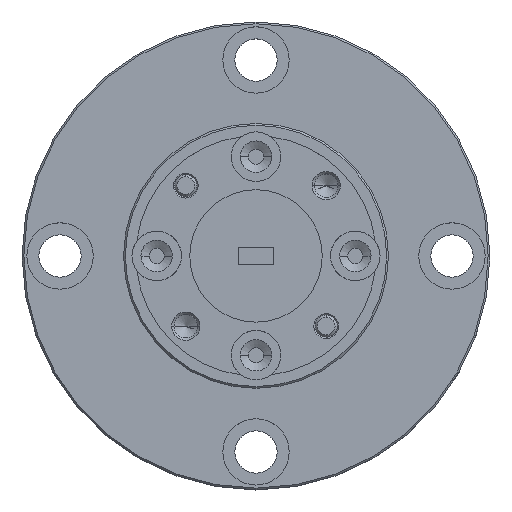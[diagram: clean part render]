
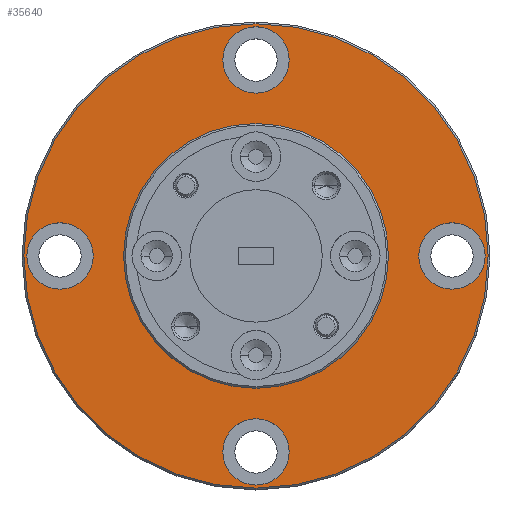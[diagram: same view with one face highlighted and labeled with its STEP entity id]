
A CAD part, top view. The second image highlights one B-rep face of the part: STEP entity #35640.
In plain terms, the highlighted planar face has unit normal (0, 0, 1).
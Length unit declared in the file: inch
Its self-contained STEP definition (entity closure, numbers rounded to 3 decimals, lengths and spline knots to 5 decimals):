
#465 = CARTESIAN_POINT ( 'NONE',  ( 0.5748, -0.0869, 1.09871 ) ) ;
#758 = VERTEX_POINT ( 'NONE', #13546 ) ;
#1649 = AXIS2_PLACEMENT_3D ( 'NONE', #8251, #36617, #36407 ) ;
#2047 = CARTESIAN_POINT ( 'NONE',  ( 1.2238, 0.4681, 1.09871 ) ) ;
#2084 = FACE_BOUND ( 'NONE', #3941, .T. ) ;
#3310 = CIRCLE ( 'NONE', #26759, 0.094 ) ;
#3407 = VERTEX_POINT ( 'NONE', #11950 ) ;
#3876 = VERTEX_POINT ( 'NONE', #2047 ) ;
#3941 = EDGE_LOOP ( 'NONE', ( #28948, #24831 ) ) ;
#4152 = CARTESIAN_POINT ( 'NONE',  ( -0.0742, 0.4681, 1.09871 ) ) ;
#4578 = DIRECTION ( 'NONE',  ( 1., 0., 0. ) ) ;
#4587 = CARTESIAN_POINT ( 'NONE',  ( 0.5748, 1.0231, 1.09871 ) ) ;
#4646 = EDGE_CURVE ( 'NONE', #28233, #23938, #28403, .T. ) ;
#4880 = ORIENTED_EDGE ( 'NONE', *, *, #32327, .F. ) ;
#4899 = DIRECTION ( 'NONE',  ( 1., 0., 0. ) ) ;
#4991 = VERTEX_POINT ( 'NONE', #35984 ) ;
#5001 = AXIS2_PLACEMENT_3D ( 'NONE', #23968, #24174, #39849 ) ;
#5609 = EDGE_LOOP ( 'NONE', ( #25700, #14671 ) ) ;
#5701 = DIRECTION ( 'NONE',  ( 1., 0., 0. ) ) ;
#5919 = EDGE_CURVE ( 'NONE', #3876, #23276, #33697, .T. ) ;
#6051 = EDGE_CURVE ( 'NONE', #23276, #3876, #36332, .T. ) ;
#6545 = ORIENTED_EDGE ( 'NONE', *, *, #13501, .F. ) ;
#6617 = EDGE_LOOP ( 'NONE', ( #39132, #18705 ) ) ;
#6717 = VERTEX_POINT ( 'NONE', #22959 ) ;
#7423 = EDGE_CURVE ( 'NONE', #23938, #28233, #25932, .T. ) ;
#7705 = EDGE_CURVE ( 'NONE', #38034, #17029, #33754, .T. ) ;
#7771 = DIRECTION ( 'NONE',  ( 0., 0., 1. ) ) ;
#8000 = FACE_OUTER_BOUND ( 'NONE', #29525, .T. ) ;
#8082 = DIRECTION ( 'NONE',  ( 0., 0., -1. ) ) ;
#8251 = CARTESIAN_POINT ( 'NONE',  ( 0.0198, 0.4681, 1.09871 ) ) ;
#9931 = CARTESIAN_POINT ( 'NONE',  ( 1.0358, 0.4681, 1.09871 ) ) ;
#10162 = ORIENTED_EDGE ( 'NONE', *, *, #11196, .F. ) ;
#10575 = CARTESIAN_POINT ( 'NONE',  ( 0.0198, 0.4681, 1.09871 ) ) ;
#10742 = DIRECTION ( 'NONE',  ( 0., 0., 1. ) ) ;
#10827 = AXIS2_PLACEMENT_3D ( 'NONE', #4587, #10742, #22395 ) ;
#11187 = DIRECTION ( 'NONE',  ( 1., 0., 0. ) ) ;
#11196 = EDGE_CURVE ( 'NONE', #17029, #38034, #3310, .T. ) ;
#11286 = FACE_BOUND ( 'NONE', #5609, .T. ) ;
#11501 = FACE_BOUND ( 'NONE', #6617, .T. ) ;
#11950 = CARTESIAN_POINT ( 'NONE',  ( 1.2323, 0.4681, 1.09871 ) ) ;
#12643 = DIRECTION ( 'NONE',  ( 0., 0., 1. ) ) ;
#12658 = CARTESIAN_POINT ( 'NONE',  ( 0.5748, 0.4681, 1.09871 ) ) ;
#13115 = CIRCLE ( 'NONE', #23557, 0.6575 ) ;
#13501 = EDGE_CURVE ( 'NONE', #16344, #4991, #26349, .T. ) ;
#13546 = CARTESIAN_POINT ( 'NONE',  ( 0.9498, 0.4681, 1.09871 ) ) ;
#13800 = DIRECTION ( 'NONE',  ( 0., 0., 1. ) ) ;
#14285 = CARTESIAN_POINT ( 'NONE',  ( 1.1298, 0.4681, 1.09871 ) ) ;
#14617 = CARTESIAN_POINT ( 'NONE',  ( 0.5748, 0.4681, 1.09871 ) ) ;
#14671 = ORIENTED_EDGE ( 'NONE', *, *, #6051, .F. ) ;
#15600 = EDGE_LOOP ( 'NONE', ( #4880, #6545 ) ) ;
#15709 = CARTESIAN_POINT ( 'NONE',  ( 1.1298, 0.4681, 1.09871 ) ) ;
#16088 = CARTESIAN_POINT ( 'NONE',  ( 0.4808, -0.0869, 1.09871 ) ) ;
#16108 = EDGE_CURVE ( 'NONE', #758, #6717, #29729, .T. ) ;
#16116 = AXIS2_PLACEMENT_3D ( 'NONE', #14285, #7771, #39181 ) ;
#16344 = VERTEX_POINT ( 'NONE', #4152 ) ;
#16838 = AXIS2_PLACEMENT_3D ( 'NONE', #35626, #26018, #4578 ) ;
#17029 = VERTEX_POINT ( 'NONE', #26805 ) ;
#17471 = DIRECTION ( 'NONE',  ( -1., 0., 0. ) ) ;
#17902 = AXIS2_PLACEMENT_3D ( 'NONE', #10575, #13800, #11187 ) ;
#18224 = DIRECTION ( 'NONE',  ( 1., 0., 0. ) ) ;
#18705 = ORIENTED_EDGE ( 'NONE', *, *, #16108, .T. ) ;
#19455 = AXIS2_PLACEMENT_3D ( 'NONE', #465, #40243, #34138 ) ;
#19678 = CARTESIAN_POINT ( 'NONE',  ( 0.4808, 1.0231, 1.09871 ) ) ;
#20681 = AXIS2_PLACEMENT_3D ( 'NONE', #14617, #8082, #17471 ) ;
#20683 = DIRECTION ( 'NONE',  ( 0., 0., 1. ) ) ;
#21086 = FACE_BOUND ( 'NONE', #39238, .T. ) ;
#21316 = EDGE_CURVE ( 'NONE', #3407, #25284, #13115, .T. ) ;
#22359 = AXIS2_PLACEMENT_3D ( 'NONE', #12658, #28963, #37545 ) ;
#22395 = DIRECTION ( 'NONE',  ( 1., 0., 0. ) ) ;
#22959 = CARTESIAN_POINT ( 'NONE',  ( 0.1998, 0.4681, 1.09871 ) ) ;
#23276 = VERTEX_POINT ( 'NONE', #9931 ) ;
#23557 = AXIS2_PLACEMENT_3D ( 'NONE', #25059, #23923, #32857 ) ;
#23923 = DIRECTION ( 'NONE',  ( 0., 0., 1. ) ) ;
#23938 = VERTEX_POINT ( 'NONE', #25226 ) ;
#23968 = CARTESIAN_POINT ( 'NONE',  ( 0.5748, 0.4681, 1.09871 ) ) ;
#24174 = DIRECTION ( 'NONE',  ( 0., 0., -1. ) ) ;
#24831 = ORIENTED_EDGE ( 'NONE', *, *, #4646, .F. ) ;
#25059 = CARTESIAN_POINT ( 'NONE',  ( 0.5748, 0.4681, 1.09871 ) ) ;
#25226 = CARTESIAN_POINT ( 'NONE',  ( 0.6688, 1.0231, 1.09871 ) ) ;
#25284 = VERTEX_POINT ( 'NONE', #33959 ) ;
#25592 = CIRCLE ( 'NONE', #22359, 0.6575 ) ;
#25700 = ORIENTED_EDGE ( 'NONE', *, *, #5919, .F. ) ;
#25932 = CIRCLE ( 'NONE', #16838, 0.094 ) ;
#26018 = DIRECTION ( 'NONE',  ( 0., 0., 1. ) ) ;
#26349 = CIRCLE ( 'NONE', #17902, 0.094 ) ;
#26759 = AXIS2_PLACEMENT_3D ( 'NONE', #29793, #27384, #18224 ) ;
#26805 = CARTESIAN_POINT ( 'NONE',  ( 0.6688, -0.0869, 1.09871 ) ) ;
#27291 = AXIS2_PLACEMENT_3D ( 'NONE', #27387, #20683, #4899 ) ;
#27384 = DIRECTION ( 'NONE',  ( 0., 0., 1. ) ) ;
#27387 = CARTESIAN_POINT ( 'NONE',  ( 0.5748, 1.1306, 1.09871 ) ) ;
#27403 = EDGE_CURVE ( 'NONE', #25284, #3407, #25592, .T. ) ;
#28233 = VERTEX_POINT ( 'NONE', #19678 ) ;
#28403 = CIRCLE ( 'NONE', #10827, 0.094 ) ;
#28948 = ORIENTED_EDGE ( 'NONE', *, *, #7423, .F. ) ;
#28963 = DIRECTION ( 'NONE',  ( 0., 0., 1. ) ) ;
#29525 = EDGE_LOOP ( 'NONE', ( #31199, #33190 ) ) ;
#29729 = CIRCLE ( 'NONE', #20681, 0.375 ) ;
#29793 = CARTESIAN_POINT ( 'NONE',  ( 0.5748, -0.0869, 1.09871 ) ) ;
#29873 = ORIENTED_EDGE ( 'NONE', *, *, #7705, .F. ) ;
#31199 = ORIENTED_EDGE ( 'NONE', *, *, #27403, .T. ) ;
#32327 = EDGE_CURVE ( 'NONE', #4991, #16344, #32878, .T. ) ;
#32857 = DIRECTION ( 'NONE',  ( 1., 0., 0. ) ) ;
#32878 = CIRCLE ( 'NONE', #1649, 0.094 ) ;
#33190 = ORIENTED_EDGE ( 'NONE', *, *, #21316, .T. ) ;
#33283 = FACE_BOUND ( 'NONE', #15600, .T. ) ;
#33477 = PLANE ( 'NONE',  #27291 ) ;
#33697 = CIRCLE ( 'NONE', #16116, 0.094 ) ;
#33754 = CIRCLE ( 'NONE', #19455, 0.094 ) ;
#33959 = CARTESIAN_POINT ( 'NONE',  ( -0.0827, 0.4681, 1.09871 ) ) ;
#34138 = DIRECTION ( 'NONE',  ( 1., 0., 0. ) ) ;
#34518 = EDGE_CURVE ( 'NONE', #6717, #758, #37623, .T. ) ;
#35626 = CARTESIAN_POINT ( 'NONE',  ( 0.5748, 1.0231, 1.09871 ) ) ;
#35640 = ADVANCED_FACE ( 'NONE', ( #2084, #11286, #21086, #33283, #8000, #11501 ), #33477, .T. ) ;
#35693 = AXIS2_PLACEMENT_3D ( 'NONE', #15709, #12643, #5701 ) ;
#35984 = CARTESIAN_POINT ( 'NONE',  ( 0.1138, 0.4681, 1.09871 ) ) ;
#36332 = CIRCLE ( 'NONE', #35693, 0.094 ) ;
#36407 = DIRECTION ( 'NONE',  ( 1., 0., 0. ) ) ;
#36617 = DIRECTION ( 'NONE',  ( 0., 0., 1. ) ) ;
#37545 = DIRECTION ( 'NONE',  ( 1., 0., 0. ) ) ;
#37623 = CIRCLE ( 'NONE', #5001, 0.375 ) ;
#38034 = VERTEX_POINT ( 'NONE', #16088 ) ;
#39132 = ORIENTED_EDGE ( 'NONE', *, *, #34518, .T. ) ;
#39181 = DIRECTION ( 'NONE',  ( 1., 0., 0. ) ) ;
#39238 = EDGE_LOOP ( 'NONE', ( #10162, #29873 ) ) ;
#39849 = DIRECTION ( 'NONE',  ( -1., 0., 0. ) ) ;
#40243 = DIRECTION ( 'NONE',  ( 0., 0., 1. ) ) ;
